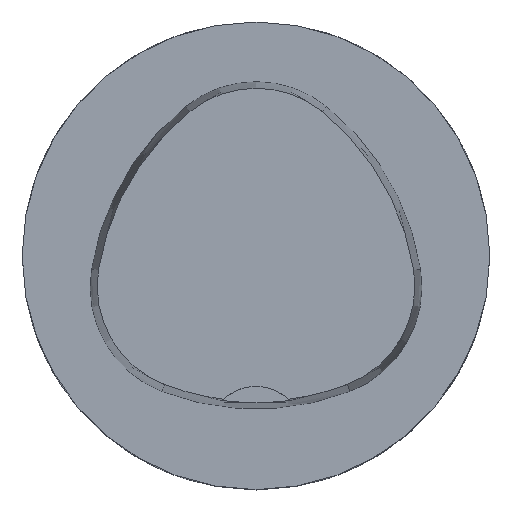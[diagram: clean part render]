
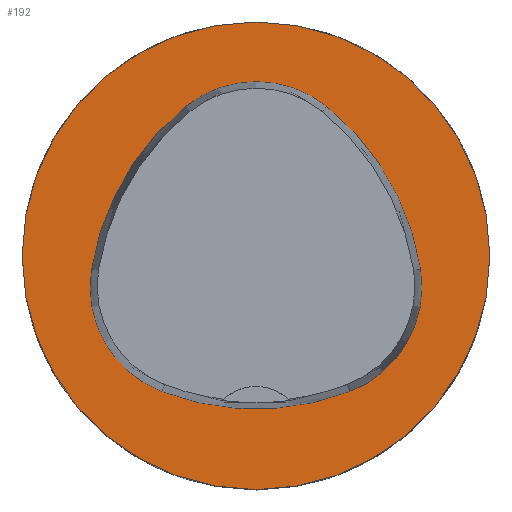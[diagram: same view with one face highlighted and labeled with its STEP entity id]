
A CAD part, top view. The second image highlights one B-rep face of the part: STEP entity #192.
In plain terms, the highlighted planar face has unit normal (0, 0, 1).
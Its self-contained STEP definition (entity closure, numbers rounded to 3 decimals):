
#74=PLANE('',#1262);
#192=ADVANCED_FACE('',(#282,#283),#74,.T.);
#218=CIRCLE('',#1152,25.);
#254=CIRCLE('',#1240,28.);
#256=CIRCLE('',#1243,12.);
#258=CIRCLE('',#1246,28.);
#260=CIRCLE('',#1249,12.);
#264=CIRCLE('',#1254,28.);
#266=CIRCLE('',#1257,12.);
#282=FACE_BOUND('',#351,.T.);
#283=FACE_BOUND('',#352,.T.);
#351=EDGE_LOOP('',(#796,#797,#798,#799,#800,#801));
#352=EDGE_LOOP('',(#802));
#796=ORIENTED_EDGE('',*,*,#1076,.T.);
#797=ORIENTED_EDGE('',*,*,#1056,.T.);
#798=ORIENTED_EDGE('',*,*,#1060,.T.);
#799=ORIENTED_EDGE('',*,*,#1063,.T.);
#800=ORIENTED_EDGE('',*,*,#1066,.T.);
#801=ORIENTED_EDGE('',*,*,#1074,.T.);
#802=ORIENTED_EDGE('',*,*,#955,.F.);
#845=VERTEX_POINT('',#1912);
#903=VERTEX_POINT('',#2336);
#904=VERTEX_POINT('',#2337);
#907=VERTEX_POINT('',#2345);
#909=VERTEX_POINT('',#2351);
#911=VERTEX_POINT('',#2357);
#918=VERTEX_POINT('',#2378);
#955=EDGE_CURVE('',#845,#845,#218,.T.);
#1056=EDGE_CURVE('',#903,#904,#254,.T.);
#1060=EDGE_CURVE('',#904,#907,#256,.T.);
#1063=EDGE_CURVE('',#907,#909,#258,.T.);
#1066=EDGE_CURVE('',#909,#911,#260,.T.);
#1074=EDGE_CURVE('',#911,#918,#264,.T.);
#1076=EDGE_CURVE('',#918,#903,#266,.T.);
#1152=AXIS2_PLACEMENT_3D('',#1911,#1288,#1289);
#1240=AXIS2_PLACEMENT_3D('',#2335,#1510,#1511);
#1243=AXIS2_PLACEMENT_3D('',#2344,#1518,#1519);
#1246=AXIS2_PLACEMENT_3D('',#2350,#1525,#1526);
#1249=AXIS2_PLACEMENT_3D('',#2356,#1532,#1533);
#1254=AXIS2_PLACEMENT_3D('',#2379,#1544,#1545);
#1257=AXIS2_PLACEMENT_3D('',#2382,#1550,#1551);
#1262=AXIS2_PLACEMENT_3D('',#2387,#1560,#1561);
#1288=DIRECTION('',(0.,0.,-1.));
#1289=DIRECTION('',(-1.,0.,0.));
#1510=DIRECTION('',(0.,0.,-1.));
#1511=DIRECTION('',(-1.,0.,0.));
#1518=DIRECTION('',(0.,0.,-1.));
#1519=DIRECTION('',(-1.,0.,0.));
#1525=DIRECTION('',(0.,0.,-1.));
#1526=DIRECTION('',(-1.,0.,0.));
#1532=DIRECTION('',(0.,0.,-1.));
#1533=DIRECTION('',(-1.,0.,0.));
#1544=DIRECTION('',(0.,0.,-1.));
#1545=DIRECTION('',(-1.,0.,0.));
#1550=DIRECTION('',(0.,0.,-1.));
#1551=DIRECTION('',(-1.,0.,0.));
#1560=DIRECTION('',(0.,0.,1.));
#1561=DIRECTION('',(1.,0.,0.));
#1911=CARTESIAN_POINT('',(0.,0.,0.));
#1912=CARTESIAN_POINT('',(-25.,0.,0.));
#2335=CARTESIAN_POINT('',(10.068,-5.824,0.));
#2336=CARTESIAN_POINT('',(-17.584,-1.424,0.));
#2337=CARTESIAN_POINT('',(-7.531,15.953,0.));
#2344=CARTESIAN_POINT('',(0.011,6.62,0.));
#2345=CARTESIAN_POINT('',(7.567,15.942,0.));
#2350=CARTESIAN_POINT('',(-10.063,-5.81,0.));
#2351=CARTESIAN_POINT('',(17.59,-1.418,0.));
#2356=CARTESIAN_POINT('',(5.739,-3.3,0.));
#2357=CARTESIAN_POINT('',(10.05,-14.499,0.));
#2378=CARTESIAN_POINT('',(-10.025,-14.516,0.));
#2379=CARTESIAN_POINT('',(-0.01,11.631,0.));
#2382=CARTESIAN_POINT('',(-5.733,-3.31,0.));
#2387=CARTESIAN_POINT('',(0.,0.,0.));
